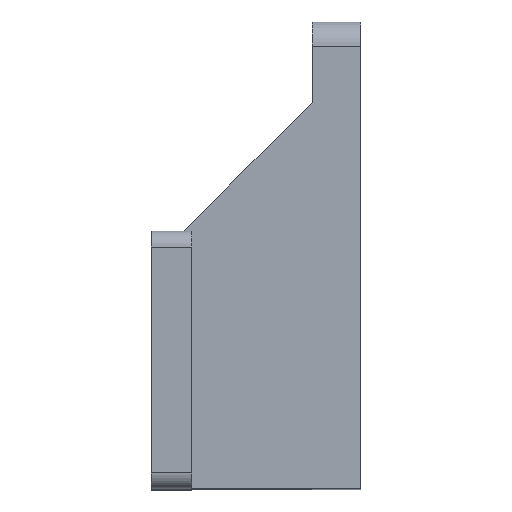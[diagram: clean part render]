
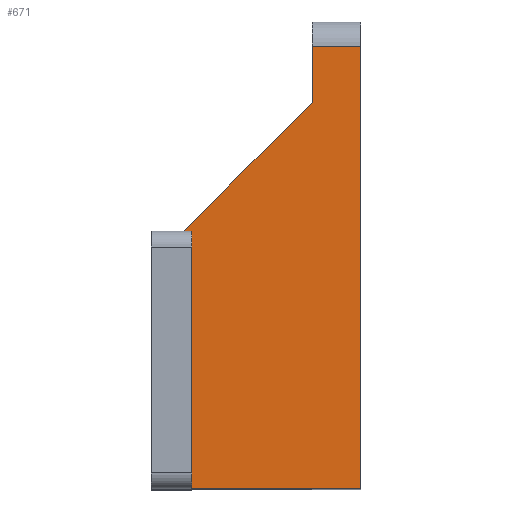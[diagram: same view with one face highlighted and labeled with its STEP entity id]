
A CAD part, top view. The second image highlights one B-rep face of the part: STEP entity #671.
In plain terms, the highlighted planar face has unit normal (0, 0, 1).
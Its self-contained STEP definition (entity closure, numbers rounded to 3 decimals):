
#102=FACE_OUTER_BOUND('',#144,.T.);
#144=EDGE_LOOP('',(#575,#576,#577,#578,#579,#580,#581));
#170=LINE('',#968,#233);
#173=LINE('',#988,#236);
#176=LINE('',#994,#239);
#190=LINE('',#1035,#253);
#212=LINE('',#1097,#275);
#217=LINE('',#1105,#280);
#218=LINE('',#1106,#281);
#233=VECTOR('',#771,10.);
#236=VECTOR('',#790,10.);
#239=VECTOR('',#795,10.);
#253=VECTOR('',#839,10.);
#275=VECTOR('',#901,10.);
#280=VECTOR('',#908,10.);
#281=VECTOR('',#909,10.);
#295=VERTEX_POINT('',#965);
#296=VERTEX_POINT('',#967);
#305=VERTEX_POINT('',#987);
#307=VERTEX_POINT('',#993);
#319=VERTEX_POINT('',#1033);
#338=VERTEX_POINT('',#1095);
#339=VERTEX_POINT('',#1096);
#358=EDGE_CURVE('',#295,#296,#170,.T.);
#368=EDGE_CURVE('',#305,#295,#173,.T.);
#371=EDGE_CURVE('',#307,#305,#176,.T.);
#392=EDGE_CURVE('',#319,#296,#190,.T.);
#422=EDGE_CURVE('',#338,#339,#212,.T.);
#427=EDGE_CURVE('',#338,#307,#217,.T.);
#428=EDGE_CURVE('',#319,#339,#218,.T.);
#575=ORIENTED_EDGE('',*,*,#427,.F.);
#576=ORIENTED_EDGE('',*,*,#422,.T.);
#577=ORIENTED_EDGE('',*,*,#428,.F.);
#578=ORIENTED_EDGE('',*,*,#392,.T.);
#579=ORIENTED_EDGE('',*,*,#358,.F.);
#580=ORIENTED_EDGE('',*,*,#368,.F.);
#581=ORIENTED_EDGE('',*,*,#371,.F.);
#642=PLANE('',#740);
#671=ADVANCED_FACE('',(#102),#642,.T.);
#740=AXIS2_PLACEMENT_3D('',#1104,#906,#907);
#771=DIRECTION('',(0.,1.,0.));
#790=DIRECTION('',(0.707,0.707,0.));
#795=DIRECTION('',(-1.,0.,0.));
#839=DIRECTION('',(-1.,0.,0.));
#901=DIRECTION('',(1.,0.,0.));
#906=DIRECTION('center_axis',(0.,0.,
1.));
#907=DIRECTION('ref_axis',(0.,-1.,0.));
#908=DIRECTION('',(0.,1.,0.));
#909=DIRECTION('',(0.,-1.,0.));
#965=CARTESIAN_POINT('',(-34.,-50.836,74.977));
#967=CARTESIAN_POINT('',(-34.,-43.836,74.977));
#968=CARTESIAN_POINT('',(-34.,-66.836,74.977));
#987=CARTESIAN_POINT('',(-50.,-66.836,74.977));
#988=CARTESIAN_POINT('',(-47.,-63.836,74.977));
#993=CARTESIAN_POINT('',(-49.,-66.836,74.977));
#994=CARTESIAN_POINT('',(-54.,-66.836,74.977));
#1033=CARTESIAN_POINT('',(-28.,-43.836,74.977));
#1035=CARTESIAN_POINT('',(-28.,-43.836,74.977));
#1095=CARTESIAN_POINT('',(-49.,-98.836,74.977));
#1096=CARTESIAN_POINT('',(-28.,-98.836,74.977));
#1097=CARTESIAN_POINT('',(-54.,-98.836,74.977));
#1104=CARTESIAN_POINT('Origin',(-54.,-66.836,74.977));
#1105=CARTESIAN_POINT('',(-49.,-98.836,74.977));
#1106=CARTESIAN_POINT('',(-28.,-66.836,74.977));
